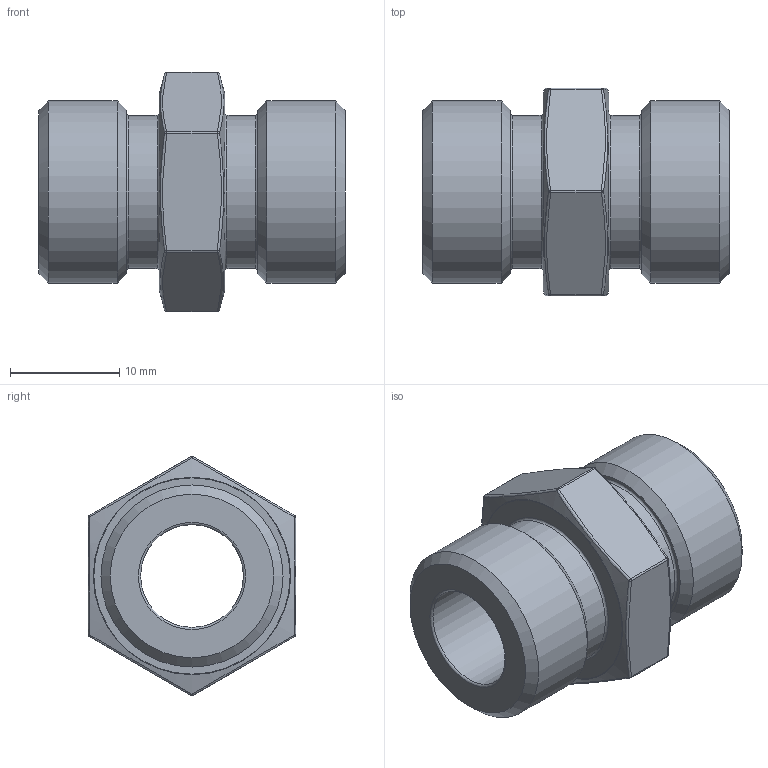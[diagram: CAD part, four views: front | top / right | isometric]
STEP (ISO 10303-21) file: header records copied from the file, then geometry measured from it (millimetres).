
FILE_DESCRIPTION (( 'STEP AP214' ), '1' );
FILE_NAME ('DN-038-6KZ-I 2308.STEP', '2023-08-07T13:02:08', ( '' ), ( '' ), 'SwSTEP 2.0', 'SolidWorks 2019', '' );
FILE_SCHEMA (( 'AUTOMOTIVE_DESIGN' ));
Length unit declared in the file: millimetre
Products named in the file (1): DN-038-6KZ-I 2308
Bounding box: 28 x 19 x 21.88 mm (x, y, z)
Volume: 4252.3 mm3; surface area: 2901.3 mm2
Topology: 1 solids, 1 shells, 255 faces, 636 edges, 403 vertices
Faces by surface type: plane 115, bspline 103, sphere 12, cylinder 11, torus 8, cone 6
Full cylindrical faces by diameter (mm): 9.4 x1, 14 x2, 16.662 x2
Entity records: 14548 total; most frequent: CARTESIAN_POINT 7215, ORIENTED_EDGE 1212, DIRECTION 766, EDGE_CURVE 606, VERTEX_POINT 400, LINE 340, VECTOR 340, EDGE_LOOP 304
